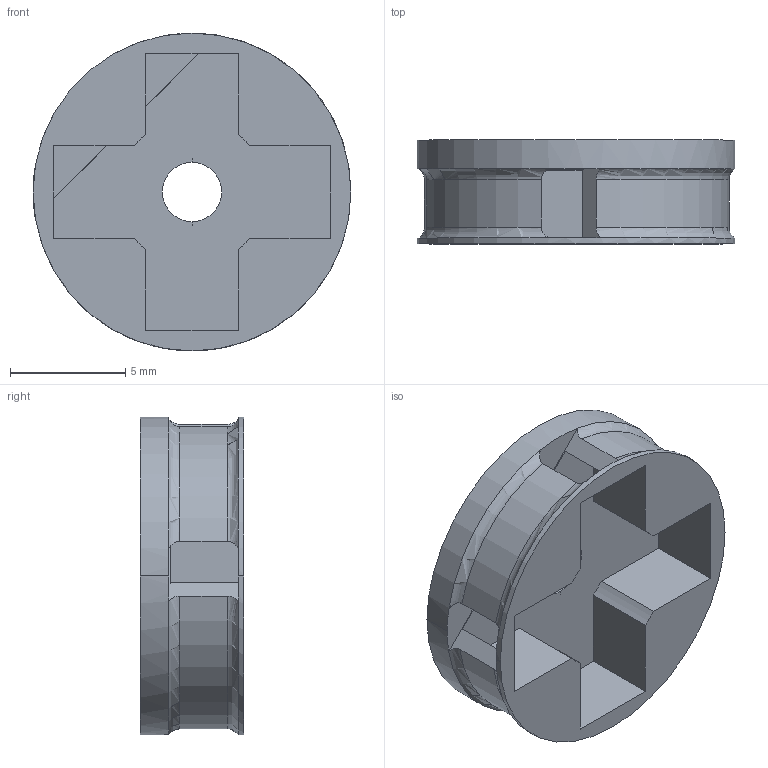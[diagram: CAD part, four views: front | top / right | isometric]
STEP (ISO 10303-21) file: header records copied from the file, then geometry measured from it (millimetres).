
FILE_DESCRIPTION (( 'STEP AP203' ), '1' );
FILE_NAME ('Servo Spool Thumb.STEP', '2017-08-02T03:27:47', ( '' ), ( '' ), 'SwSTEP 2.0', 'SolidWorks 2016', '' );
FILE_SCHEMA (( 'CONFIG_CONTROL_DESIGN' ));
Length unit declared in the file: millimetre
Products named in the file (1): Servo Spool Thumb
Bounding box: 13.78 x 4.5 x 13.78 mm (x, y, z)
Volume: 340.8 mm3; surface area: 661.7 mm2
Topology: 1 solids, 1 shells, 43 faces, 128 edges, 82 vertices
Faces by surface type: plane 23, cylinder 13, torus 7
Entity records: 1568 total; most frequent: CARTESIAN_POINT 302, ORIENTED_EDGE 256, DIRECTION 249, EDGE_CURVE 128, AXIS2_PLACEMENT_3D 85, VERTEX_POINT 82, LINE 79, VECTOR 79
